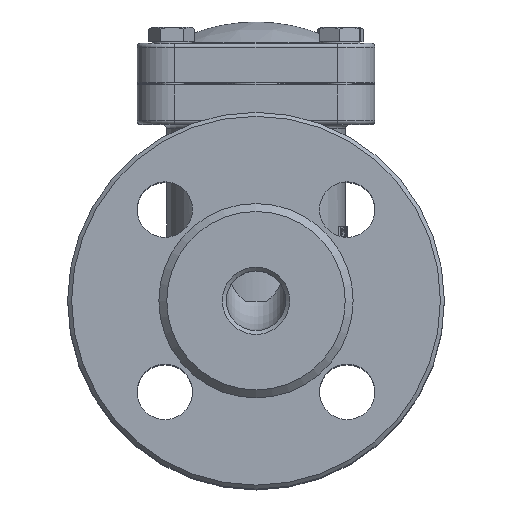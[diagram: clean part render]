
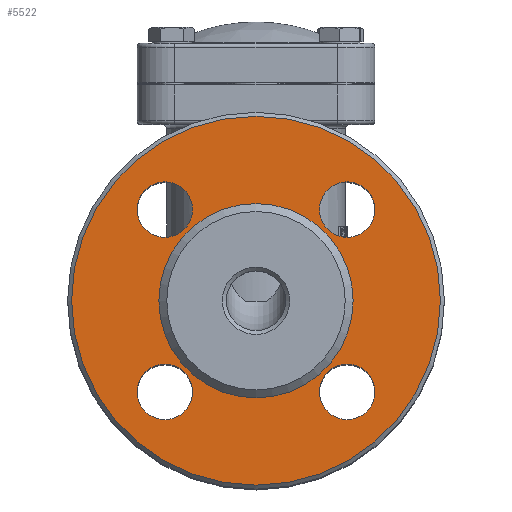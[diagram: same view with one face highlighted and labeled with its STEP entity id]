
A CAD part, top view. The second image highlights one B-rep face of the part: STEP entity #5522.
In plain terms, the highlighted planar face has unit normal (0, 0, 1).
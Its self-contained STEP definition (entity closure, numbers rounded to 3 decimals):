
#295=FACE_BOUND('',#1725,.T.);
#296=FACE_BOUND('',#1726,.T.);
#297=FACE_BOUND('',#1727,.T.);
#298=FACE_BOUND('',#1728,.T.);
#299=FACE_BOUND('',#1729,.T.);
#392=PLANE('',#6133);
#1371=FACE_OUTER_BOUND('',#1724,.T.);
#1724=EDGE_LOOP('',(#4728));
#1725=EDGE_LOOP('',(#4729));
#1726=EDGE_LOOP('',(#4730));
#1727=EDGE_LOOP('',(#4731));
#1728=EDGE_LOOP('',(#4732));
#1729=EDGE_LOOP('',(#4733));
#2074=CIRCLE('',#6132,46.5);
#2075=CIRCLE('',#6134,24.5);
#2076=CIRCLE('',#6135,7.);
#2077=CIRCLE('',#6136,7.);
#2078=CIRCLE('',#6137,7.);
#2079=CIRCLE('',#6138,7.);
#2546=VERTEX_POINT('',#11968);
#2547=VERTEX_POINT('',#11972);
#2548=VERTEX_POINT('',#11974);
#2549=VERTEX_POINT('',#11976);
#2550=VERTEX_POINT('',#11978);
#2551=VERTEX_POINT('',#11980);
#3281=EDGE_CURVE('',#2546,#2546,#2074,.T.);
#3283=EDGE_CURVE('',#2547,#2547,#2075,.T.);
#3284=EDGE_CURVE('',#2548,#2548,#2076,.T.);
#3285=EDGE_CURVE('',#2549,#2549,#2077,.T.);
#3286=EDGE_CURVE('',#2550,#2550,#2078,.T.);
#3287=EDGE_CURVE('',#2551,#2551,#2079,.T.);
#4728=ORIENTED_EDGE('',*,*,#3281,.F.);
#4729=ORIENTED_EDGE('',*,*,#3283,.F.);
#4730=ORIENTED_EDGE('',*,*,#3284,.T.);
#4731=ORIENTED_EDGE('',*,*,#3285,.T.);
#4732=ORIENTED_EDGE('',*,*,#3286,.T.);
#4733=ORIENTED_EDGE('',*,*,#3287,.T.);
#5522=ADVANCED_FACE('',(#1371,#295,#296,#297,#298,#299),#392,.T.);
#6132=AXIS2_PLACEMENT_3D('',#11969,#7520,#7521);
#6133=AXIS2_PLACEMENT_3D('',#11971,#7523,#7524);
#6134=AXIS2_PLACEMENT_3D('',#11973,#7525,#7526);
#6135=AXIS2_PLACEMENT_3D('',#11975,#7527,#7528);
#6136=AXIS2_PLACEMENT_3D('',#11977,#7529,#7530);
#6137=AXIS2_PLACEMENT_3D('',#11979,#7531,#7532);
#6138=AXIS2_PLACEMENT_3D('',#11981,#7533,#7534);
#7520=DIRECTION('center_axis',(0.,0.,-1.));
#7521=DIRECTION('ref_axis',(-1.,0.,0.));
#7523=DIRECTION('center_axis',(0.,0.,1.));
#7524=DIRECTION('ref_axis',(1.,0.,0.));
#7525=DIRECTION('center_axis',(0.,0.,1.));
#7526=DIRECTION('ref_axis',(-1.,0.,0.));
#7527=DIRECTION('center_axis',(0.,0.,-1.));
#7528=DIRECTION('ref_axis',(-1.,0.,0.));
#7529=DIRECTION('center_axis',(0.,0.,-1.));
#7530=DIRECTION('ref_axis',(-1.,0.,0.));
#7531=DIRECTION('center_axis',(0.,0.,-1.));
#7532=DIRECTION('ref_axis',(-1.,0.,0.));
#7533=DIRECTION('center_axis',(0.,0.,-1.));
#7534=DIRECTION('ref_axis',(-1.,0.,0.));
#11968=CARTESIAN_POINT('',(46.5,0.,16.));
#11969=CARTESIAN_POINT('Origin',(0.,0.,16.));
#11971=CARTESIAN_POINT('Origin',(0.,0.,16.));
#11972=CARTESIAN_POINT('',(24.5,0.,16.));
#11973=CARTESIAN_POINT('Origin',(0.,0.,16.));
#11974=CARTESIAN_POINT('',(29.981,22.981,16.));
#11975=CARTESIAN_POINT('Origin',(22.981,22.981,16.));
#11976=CARTESIAN_POINT('',(-15.981,22.981,16.));
#11977=CARTESIAN_POINT('Origin',(-22.981,22.981,16.));
#11978=CARTESIAN_POINT('',(-15.981,-22.981,16.));
#11979=CARTESIAN_POINT('Origin',(-22.981,-22.981,16.));
#11980=CARTESIAN_POINT('',(29.981,-22.981,16.));
#11981=CARTESIAN_POINT('Origin',(22.981,-22.981,16.));
